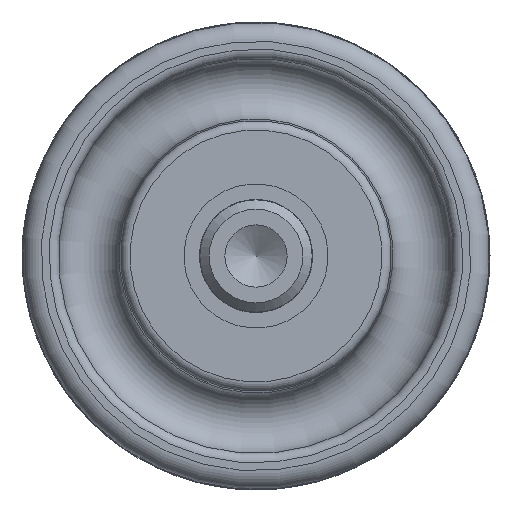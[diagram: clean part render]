
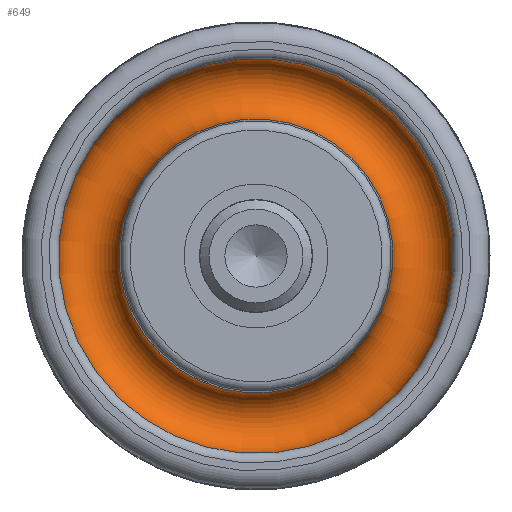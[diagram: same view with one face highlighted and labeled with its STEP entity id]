
A CAD part, left-side view. The second image highlights one B-rep face of the part: STEP entity #649.
In plain terms, the highlighted toroidal (fillet/blend) face has major radius 17.866 mm and minor radius 3.234 mm.
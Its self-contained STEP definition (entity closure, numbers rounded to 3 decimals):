
#622=CARTESIAN_POINT('',(-146.8,0.,0.));
#623=DIRECTION('',(-1.0,0.0,0.0));
#624=DIRECTION('',(0.0,0.0,1.0));
#625=AXIS2_PLACEMENT_3D('',#622,#623,#624);
#626=TOROIDAL_SURFACE('',#625,17.866,3.234);
#627=CARTESIAN_POINT('',(-146.8,-8.742,19.204));
#628=VERTEX_POINT('',#627);
#629=CARTESIAN_POINT('',(-146.8,0.,0.));
#630=DIRECTION('',(-1.0,0.0,0.0));
#631=DIRECTION('',(0.0,-0.414,0.91));
#632=AXIS2_PLACEMENT_3D('',#629,#630,#631);
#633=CIRCLE('',#632,21.1);
#634=EDGE_CURVE('',#628,#628,#633,.T.);
#635=ORIENTED_EDGE('',*,*,#634,.T.);
#636=EDGE_LOOP('',(#635));
#637=FACE_OUTER_BOUND('',#636,.T.);
#638=CARTESIAN_POINT('',(-146.574,-6.065,13.324));
#639=VERTEX_POINT('',#638);
#640=CARTESIAN_POINT('',(-146.574,0.,0.));
#641=DIRECTION('',(-1.0,0.0,0.0));
#642=DIRECTION('',(0.0,-0.414,0.91));
#643=AXIS2_PLACEMENT_3D('',#640,#641,#642);
#644=CIRCLE('',#643,14.64);
#645=EDGE_CURVE('',#639,#639,#644,.T.);
#646=ORIENTED_EDGE('',*,*,#645,.F.);
#647=EDGE_LOOP('',(#646));
#648=FACE_BOUND('',#647,.T.);
#649=ADVANCED_FACE('',(#637,#648),#626,.F.);
